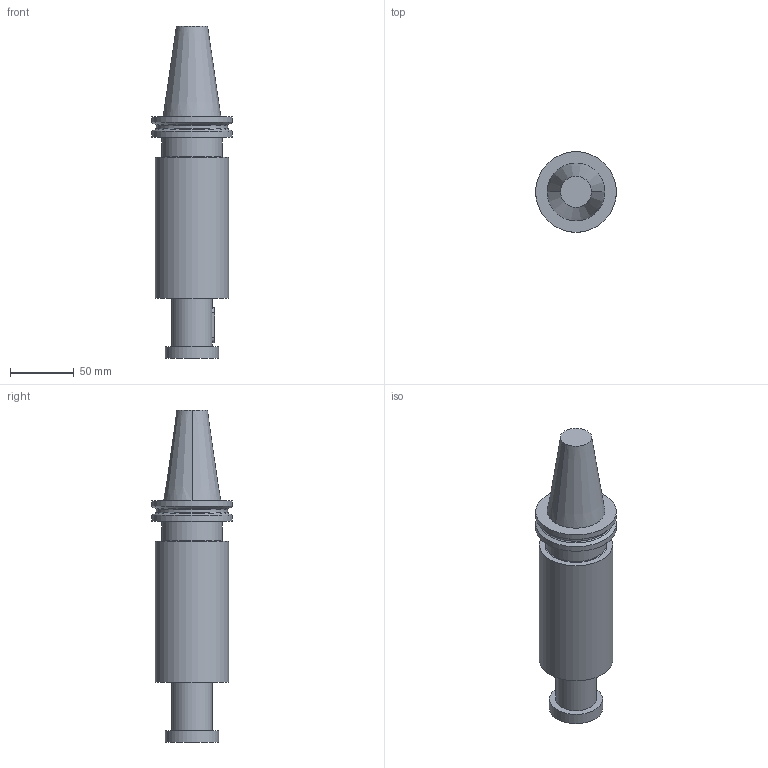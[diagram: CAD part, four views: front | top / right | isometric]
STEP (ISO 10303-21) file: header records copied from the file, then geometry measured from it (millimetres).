
FILE_DESCRIPTION(/* description */ (''),/* implementation_level */ '2;1');
FILE_NAME(/* name */ '69871.40ADB-FMH2.32.160.stp',/* time_stamp */ '2024-07-27T18:35:45+02:00',/* author */ (''),/* organization */ (''),/* preprocessor_version */ 'ST-DEVELOPER v16.7',/* originating_system */ 'SIEMENS PLM Software NX 12.0',/* authorisation */ '');
FILE_SCHEMA (('AUTOMOTIVE_DESIGN { 1 0 10303 214 3 1 1 1 }'));
Length unit declared in the file: millimetre
Products named in the file (1): pf661B4C06BB9xhm
Bounding box: 63.55 x 63.55 x 261.4 mm (x, y, z)
Volume: 483219.3 mm3; surface area: 47656.4 mm2
Topology: 1 solids, 1 shells, 32 faces, 81 edges, 56 vertices
Faces by surface type: plane 14, cylinder 9, torus 5, cone 4
Full cylindrical faces by diameter (mm): 32 x1, 42 x1, 48 x1, 56.25 x1, 58 x1, 63.55 x2
Entity records: 1089 total; most frequent: CARTESIAN_POINT 228, DIRECTION 189, ORIENTED_EDGE 150, AXIS2_PLACEMENT_3D 81, EDGE_CURVE 75, VERTEX_POINT 57, CIRCLE 45, EDGE_LOOP 44
